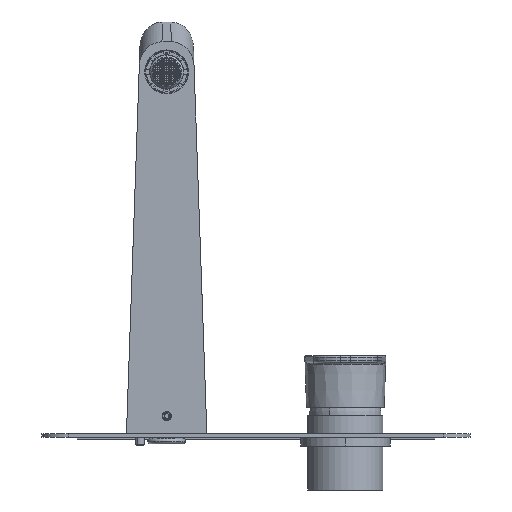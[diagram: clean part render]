
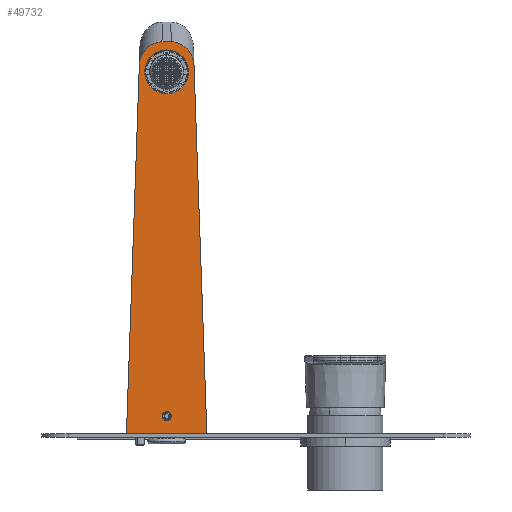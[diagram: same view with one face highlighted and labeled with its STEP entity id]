
A CAD part, front view. The second image highlights one B-rep face of the part: STEP entity #49732.
In plain terms, the highlighted planar face has unit normal (0, -1, 0).
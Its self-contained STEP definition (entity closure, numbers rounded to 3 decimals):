
#2108 = VERTEX_POINT ( 'NONE', #48144 ) ;
#2136 = CARTESIAN_POINT ( 'NONE',  ( -100., -11.9, 254.523 ) ) ;
#3421 = CARTESIAN_POINT ( 'NONE',  ( -122.5, -11.9, 52. ) ) ;
#4828 = EDGE_CURVE ( 'NONE', #63162, #57532, #26253, .T. ) ;
#5967 = DIRECTION ( 'NONE',  ( 0., -1., 0. ) ) ;
#6130 = ORIENTED_EDGE ( 'NONE', *, *, #55626, .F. ) ;
#6266 = DIRECTION ( 'NONE',  ( 1., 0., 0. ) ) ;
#6605 = CARTESIAN_POINT ( 'NONE',  ( -97.368, -11.9, 271.322 ) ) ;
#6895 = VERTEX_POINT ( 'NONE', #7085 ) ;
#7072 = VECTOR ( 'NONE', #12245, 1000. ) ;
#7085 = CARTESIAN_POINT ( 'NONE',  ( -97.368, -11.9, 271.322 ) ) ;
#7170 = VERTEX_POINT ( 'NONE', #22107 ) ;
#7222 = FACE_OUTER_BOUND ( 'NONE', #54197, .T. ) ;
#7349 = EDGE_CURVE ( 'NONE', #12519, #7170, #48388, .T. ) ;
#8581 = VECTOR ( 'NONE', #54201, 1000. ) ;
#8850 = ORIENTED_EDGE ( 'NONE', *, *, #4828, .F. ) ;
#9085 = EDGE_CURVE ( 'NONE', #55310, #6895, #10078, .T. ) ;
#9595 = ORIENTED_EDGE ( 'NONE', *, *, #9085, .T. ) ;
#9978 = AXIS2_PLACEMENT_3D ( 'NONE', #61830, #21020, #25924 ) ;
#10078 =( BOUNDED_CURVE ( )  B_SPLINE_CURVE ( 3, ( #47576, #27695, #37362, #6605 ),
 .UNSPECIFIED., .F., .F. ) 
 B_SPLINE_CURVE_WITH_KNOTS ( ( 4, 4 ),
 ( 1.571, 3.11 ),
 .UNSPECIFIED. ) 
 CURVE ( )  GEOMETRIC_REPRESENTATION_ITEM ( )  RATIONAL_B_SPLINE_CURVE ( ( 1., 0.812, 0.812, 1. ) ) 
 REPRESENTATION_ITEM ( '' )  );
#10372 = ORIENTED_EDGE ( 'NONE', *, *, #10932, .T. ) ;
#10431 = FACE_BOUND ( 'NONE', #23805, .T. ) ;
#10932 = EDGE_CURVE ( 'NONE', #31182, #2108, #47345, .T. ) ;
#11950 = FACE_BOUND ( 'NONE', #37657, .T. ) ;
#12245 = DIRECTION ( 'NONE',  ( -0.035, 0., 0.999 ) ) ;
#12519 = VERTEX_POINT ( 'NONE', #49144 ) ;
#16214 = CARTESIAN_POINT ( 'NONE',  ( -115.034, -11.9, 265.796 ) ) ;
#16332 = CARTESIAN_POINT ( 'NONE',  ( -97.4, -11.9, 61.847 ) ) ;
#16418 = CARTESIAN_POINT ( 'NONE',  ( -100., -11.9, 254.523 ) ) ;
#18354 = LINE ( 'NONE', #51906, #51829 ) ;
#20669 = CARTESIAN_POINT ( 'NONE',  ( -102.632, -11.9, 271.322 ) ) ;
#21020 = DIRECTION ( 'NONE',  ( 0., 1., 0. ) ) ;
#21294 = AXIS2_PLACEMENT_3D ( 'NONE', #16418, #5967, #41607 ) ;
#22107 = CARTESIAN_POINT ( 'NONE',  ( -115.311, -11.9, 257.859 ) ) ;
#22507 = ORIENTED_EDGE ( 'NONE', *, *, #52086, .T. ) ;
#22574 = DIRECTION ( 'NONE',  ( 1., 0., 0. ) ) ;
#22763 = DIRECTION ( 'NONE',  ( 0.035, 0., 0.999 ) ) ;
#22801 = CARTESIAN_POINT ( 'NONE',  ( -102.632, -11.9, 271.322 ) ) ;
#23805 = EDGE_LOOP ( 'NONE', ( #6130, #8850 ) ) ;
#25924 = DIRECTION ( 'NONE',  ( 1., 0., 0. ) ) ;
#26253 = CIRCLE ( 'NONE', #60608, 12.25 ) ;
#27695 = CARTESIAN_POINT ( 'NONE',  ( -84.966, -11.9, 265.796 ) ) ;
#28485 = AXIS2_PLACEMENT_3D ( 'NONE', #61293, #41465, #51681 ) ;
#29495 = CARTESIAN_POINT ( 'NONE',  ( -112.25, -11.9, 254.523 ) ) ;
#31182 = VERTEX_POINT ( 'NONE', #16332 ) ;
#33535 = CARTESIAN_POINT ( 'NONE',  ( -122.5, -11.9, 52. ) ) ;
#34894 = VECTOR ( 'NONE', #22763, 1000. ) ;
#37362 = CARTESIAN_POINT ( 'NONE',  ( -90.17, -11.9, 271.322 ) ) ;
#37460 = CARTESIAN_POINT ( 'NONE',  ( -77.5, -11.9, 52. ) ) ;
#37657 = EDGE_LOOP ( 'NONE', ( #10372, #51426 ) ) ;
#37708 = CIRCLE ( 'NONE', #21294, 12.25 ) ;
#40574 = CIRCLE ( 'NONE', #9978, 2.6 ) ;
#40892 = EDGE_CURVE ( 'NONE', #44694, #55310, #58914, .T. ) ;
#41465 = DIRECTION ( 'NONE',  ( 0., 1., 0. ) ) ;
#41607 = DIRECTION ( 'NONE',  ( 1., 0., 0. ) ) ;
#42689 = ORIENTED_EDGE ( 'NONE', *, *, #44717, .F. ) ;
#43216 = DIRECTION ( 'NONE',  ( 1., 0., 0. ) ) ;
#43527 = EDGE_CURVE ( 'NONE', #55486, #7170, #47627, .T. ) ;
#43535 = DIRECTION ( 'NONE',  ( 0., -1., 0. ) ) ;
#44614 = CARTESIAN_POINT ( 'NONE',  ( -87.75, -11.9, 254.523 ) ) ;
#44694 = VERTEX_POINT ( 'NONE', #37460 ) ;
#44717 = EDGE_CURVE ( 'NONE', #55486, #6895, #18354, .T. ) ;
#46063 = LINE ( 'NONE', #3421, #8581 ) ;
#46093 = CARTESIAN_POINT ( 'NONE',  ( -109.83, -11.9, 271.322 ) ) ;
#47345 = CIRCLE ( 'NONE', #28485, 2.6 ) ;
#47451 = AXIS2_PLACEMENT_3D ( 'NONE', #63512, #48356, #43216 ) ;
#47576 = CARTESIAN_POINT ( 'NONE',  ( -84.689, -11.9, 257.859 ) ) ;
#47627 =( BOUNDED_CURVE ( )  B_SPLINE_CURVE ( 3, ( #20669, #46093, #16214, #61666 ),
 .UNSPECIFIED., .F., .F. ) 
 B_SPLINE_CURVE_WITH_KNOTS ( ( 4, 4 ),
 ( 0.032, 1.571 ),
 .UNSPECIFIED. ) 
 CURVE ( )  GEOMETRIC_REPRESENTATION_ITEM ( )  RATIONAL_B_SPLINE_CURVE ( ( 1., 0.812, 0.812, 1. ) ) 
 REPRESENTATION_ITEM ( '' )  );
#48144 = CARTESIAN_POINT ( 'NONE',  ( -102.6, -11.9, 61.847 ) ) ;
#48356 = DIRECTION ( 'NONE',  ( 0., -1., 0. ) ) ;
#48388 = LINE ( 'NONE', #33535, #34894 ) ;
#49144 = CARTESIAN_POINT ( 'NONE',  ( -122.5, -11.9, 52. ) ) ;
#49732 = ADVANCED_FACE ( 'NONE', ( #11950, #10431, #7222 ), #63095, .T. ) ;
#50070 = ORIENTED_EDGE ( 'NONE', *, *, #40892, .T. ) ;
#50924 = CARTESIAN_POINT ( 'NONE',  ( -84.689, -11.9, 257.859 ) ) ;
#51426 = ORIENTED_EDGE ( 'NONE', *, *, #51797, .T. ) ;
#51681 = DIRECTION ( 'NONE',  ( 1., 0., 0. ) ) ;
#51797 = EDGE_CURVE ( 'NONE', #2108, #31182, #40574, .T. ) ;
#51829 = VECTOR ( 'NONE', #6266, 1000. ) ;
#51906 = CARTESIAN_POINT ( 'NONE',  ( -77.5, -11.9, 271.322 ) ) ;
#52086 = EDGE_CURVE ( 'NONE', #12519, #44694, #46063, .T. ) ;
#53673 = CARTESIAN_POINT ( 'NONE',  ( -77.5, -11.9, 52. ) ) ;
#54197 = EDGE_LOOP ( 'NONE', ( #22507, #50070, #9595, #42689, #54498, #62495 ) ) ;
#54201 = DIRECTION ( 'NONE',  ( 1., 0., 0. ) ) ;
#54498 = ORIENTED_EDGE ( 'NONE', *, *, #43527, .T. ) ;
#55310 = VERTEX_POINT ( 'NONE', #50924 ) ;
#55486 = VERTEX_POINT ( 'NONE', #22801 ) ;
#55626 = EDGE_CURVE ( 'NONE', #57532, #63162, #37708, .T. ) ;
#57532 = VERTEX_POINT ( 'NONE', #29495 ) ;
#58914 = LINE ( 'NONE', #53673, #7072 ) ;
#60608 = AXIS2_PLACEMENT_3D ( 'NONE', #2136, #43535, #22574 ) ;
#61293 = CARTESIAN_POINT ( 'NONE',  ( -100., -11.9, 61.847 ) ) ;
#61666 = CARTESIAN_POINT ( 'NONE',  ( -115.311, -11.9, 257.859 ) ) ;
#61830 = CARTESIAN_POINT ( 'NONE',  ( -100., -11.9, 61.847 ) ) ;
#62495 = ORIENTED_EDGE ( 'NONE', *, *, #7349, .F. ) ;
#63095 = PLANE ( 'NONE',  #47451 ) ;
#63162 = VERTEX_POINT ( 'NONE', #44614 ) ;
#63512 = CARTESIAN_POINT ( 'NONE',  ( -77.5, -11.9, 52. ) ) ;
